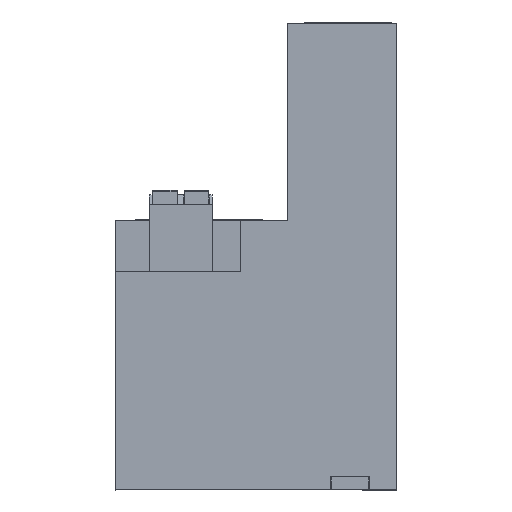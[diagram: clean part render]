
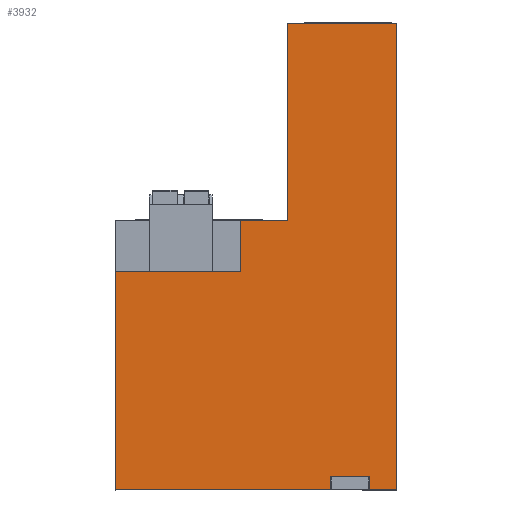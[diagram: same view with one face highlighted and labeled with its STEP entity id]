
A CAD part, front view. The second image highlights one B-rep face of the part: STEP entity #3932.
In plain terms, the highlighted face is planar.
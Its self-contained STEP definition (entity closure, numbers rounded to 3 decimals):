
#3932=ADVANCED_FACE('',(#7498),#5878,.F.);
#5878=PLANE('',#38172);
#7498=FACE_OUTER_BOUND('',#9343,.T.);
#9343=EDGE_LOOP('',(#11828,#11829,#11830,#11831,#11832,#11833,#11834,#11835,
#11836,#11837,#11838,#11839));
#11828=ORIENTED_EDGE('',*,*,#24597,.F.);
#11829=ORIENTED_EDGE('',*,*,#24589,.T.);
#11830=ORIENTED_EDGE('',*,*,#24598,.F.);
#11831=ORIENTED_EDGE('',*,*,#24599,.F.);
#11832=ORIENTED_EDGE('',*,*,#24499,.F.);
#11833=ORIENTED_EDGE('',*,*,#24600,.F.);
#11834=ORIENTED_EDGE('',*,*,#24601,.F.);
#11835=ORIENTED_EDGE('',*,*,#24602,.F.);
#11836=ORIENTED_EDGE('',*,*,#24603,.T.);
#11837=ORIENTED_EDGE('',*,*,#24604,.F.);
#11838=ORIENTED_EDGE('',*,*,#24605,.F.);
#11839=ORIENTED_EDGE('',*,*,#24606,.F.);
#21220=VERTEX_POINT('',#48904);
#21221=VERTEX_POINT('',#48906);
#21302=VERTEX_POINT('',#49087);
#21303=VERTEX_POINT('',#49089);
#21310=VERTEX_POINT('',#49105);
#21311=VERTEX_POINT('',#49107);
#21312=VERTEX_POINT('',#49110);
#21313=VERTEX_POINT('',#49112);
#21314=VERTEX_POINT('',#49114);
#21315=VERTEX_POINT('',#49116);
#21316=VERTEX_POINT('',#49118);
#21317=VERTEX_POINT('',#49120);
#24499=EDGE_CURVE('',#21220,#21221,#29328,.T.);
#24589=EDGE_CURVE('',#21303,#21302,#29411,.T.);
#24597=EDGE_CURVE('',#21303,#21310,#29419,.T.);
#24598=EDGE_CURVE('',#21311,#21302,#29420,.T.);
#24599=EDGE_CURVE('',#21221,#21311,#29421,.T.);
#24600=EDGE_CURVE('',#21312,#21220,#29422,.T.);
#24601=EDGE_CURVE('',#21313,#21312,#29423,.T.);
#24602=EDGE_CURVE('',#21314,#21313,#29424,.T.);
#24603=EDGE_CURVE('',#21314,#21315,#29425,.T.);
#24604=EDGE_CURVE('',#21316,#21315,#29426,.T.);
#24605=EDGE_CURVE('',#21317,#21316,#29427,.T.);
#24606=EDGE_CURVE('',#21310,#21317,#29428,.T.);
#29328=LINE('',#48905,#33430);
#29411=LINE('',#49088,#33513);
#29419=LINE('',#49104,#33521);
#29420=LINE('',#49106,#33522);
#29421=LINE('',#49108,#33523);
#29422=LINE('',#49109,#33524);
#29423=LINE('',#49111,#33525);
#29424=LINE('',#49113,#33526);
#29425=LINE('',#49115,#33527);
#29426=LINE('',#49117,#33528);
#29427=LINE('',#49119,#33529);
#29428=LINE('',#49121,#33530);
#33430=VECTOR('',#40448,1.);
#33513=VECTOR('',#40567,1.);
#33521=VECTOR('',#40577,1.);
#33522=VECTOR('',#40578,1.);
#33523=VECTOR('',#40579,1.);
#33524=VECTOR('',#40580,1.);
#33525=VECTOR('',#40581,1.);
#33526=VECTOR('',#40582,1.);
#33527=VECTOR('',#40583,1.);
#33528=VECTOR('',#40584,1.);
#33529=VECTOR('',#40585,1.);
#33530=VECTOR('',#40586,1.);
#38172=AXIS2_PLACEMENT_3D('',#49122,#40587,#40588);
#40448=DIRECTION('',(0.,1.,0.));
#40567=DIRECTION('',(0.,0.,1.));
#40577=DIRECTION('',(0.,1.,0.));
#40578=DIRECTION('',(0.,-1.,0.));
#40579=DIRECTION('',(0.,0.,-1.));
#40580=DIRECTION('',(0.,0.,1.));
#40581=DIRECTION('',(0.,-1.,0.));
#40582=DIRECTION('',(0.,0.,1.));
#40583=DIRECTION('',(0.,1.,0.));
#40584=DIRECTION('',(0.,0.,1.));
#40585=DIRECTION('',(0.,-1.,0.));
#40586=DIRECTION('',(0.,0.,-1.));
#40587=DIRECTION('',(-1.,0.,0.));
#40588=DIRECTION('',(0.,0.,1.));
#48904=CARTESIAN_POINT('',(119.5,0.,0.));
#48905=CARTESIAN_POINT('',(119.5,0.,0.));
#48906=CARTESIAN_POINT('',(119.5,74.5,0.));
#49087=CARTESIAN_POINT('',(119.5,72.4,-4.4));
#49088=CARTESIAN_POINT('',(119.5,72.4,0.));
#49089=CARTESIAN_POINT('',(119.5,72.4,-10.6));
#49104=CARTESIAN_POINT('',(119.5,0.,-10.6));
#49105=CARTESIAN_POINT('',(119.5,74.5,-10.6));
#49106=CARTESIAN_POINT('',(119.5,0.,-4.4));
#49107=CARTESIAN_POINT('',(119.5,74.5,-4.4));
#49108=CARTESIAN_POINT('',(119.5,74.5,0.));
#49109=CARTESIAN_POINT('',(119.5,0.,-17.5));
#49110=CARTESIAN_POINT('',(119.5,0.,-17.5));
#49111=CARTESIAN_POINT('',(119.5,31.5,-17.5));
#49112=CARTESIAN_POINT('',(119.5,31.5,-17.5));
#49113=CARTESIAN_POINT('',(119.5,31.5,-45.));
#49114=CARTESIAN_POINT('',(119.5,31.5,-25.));
#49115=CARTESIAN_POINT('',(119.5,0.,-25.));
#49116=CARTESIAN_POINT('',(119.5,39.7,-25.));
#49117=CARTESIAN_POINT('',(119.5,39.7,0.));
#49118=CARTESIAN_POINT('',(119.5,39.7,-45.));
#49119=CARTESIAN_POINT('',(119.5,64.684,-45.));
#49120=CARTESIAN_POINT('',(119.5,74.5,-45.));
#49121=CARTESIAN_POINT('',(119.5,74.5,0.));
#49122=CARTESIAN_POINT('',(119.5,0.,0.));
